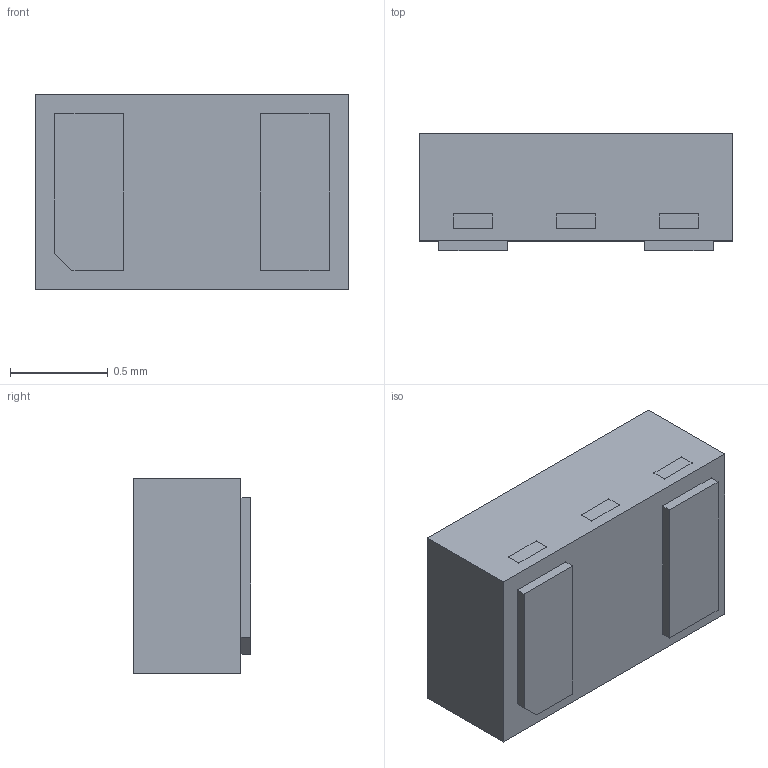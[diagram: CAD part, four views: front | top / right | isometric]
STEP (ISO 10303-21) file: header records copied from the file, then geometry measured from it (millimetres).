
FILE_DESCRIPTION (( 'STEP AP214' ), '1' );
FILE_NAME ('ESDA25P35-1U1M.STEP', '2023-12-26T15:06:32', ( 'LENOVO' ), ( '' ), 'SwSTEP 2.0', 'SolidWorks 2021', '' );
FILE_SCHEMA (( 'AUTOMOTIVE_DESIGN' ));
Length unit declared in the file: millimetre
Products named in the file (1): ESDA25P35-1U1M
Bounding box: 1.6 x 0.6 x 1 mm (x, y, z)
Volume: 0.9 mm3; surface area: 8.2 mm2
Topology: 9 solids, 9 shells, 85 faces, 183 edges, 122 vertices
Faces by surface type: plane 85
Entity records: 2363 total; most frequent: CARTESIAN_POINT 391, ORIENTED_EDGE 366, DIRECTION 355, LINE 183, VECTOR 183, EDGE_CURVE 183, VERTEX_POINT 122, EDGE_LOOP 91
